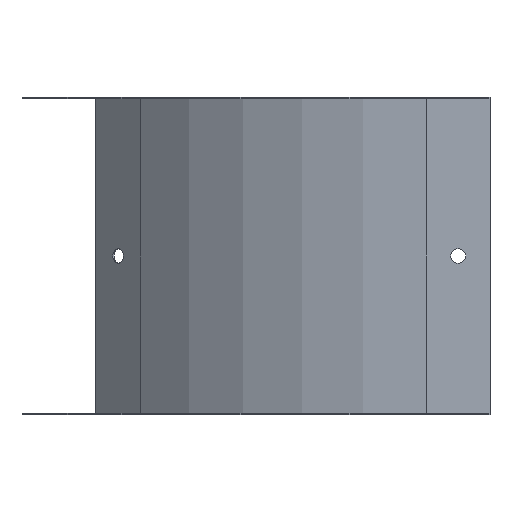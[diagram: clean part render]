
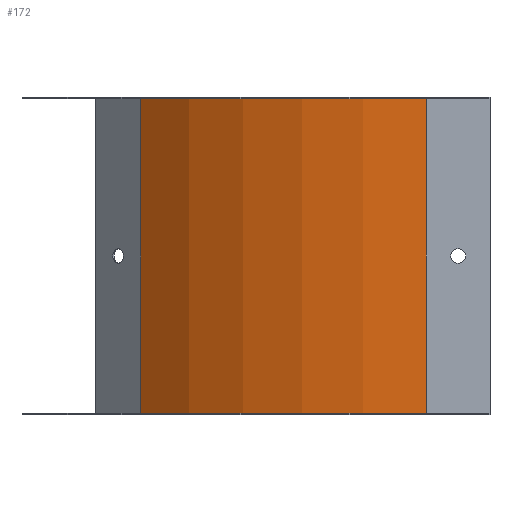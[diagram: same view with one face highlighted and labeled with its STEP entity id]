
A CAD part, left-side view. The second image highlights one B-rep face of the part: STEP entity #172.
In plain terms, the highlighted cylindrical face has radius 190.8 mm (diameter 381.6 mm), a partial arc.
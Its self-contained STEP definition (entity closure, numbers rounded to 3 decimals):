
#7 = EDGE_CURVE ( 'NONE', #1024, #1022, #1085, .T. ) ;
#52 = EDGE_CURVE ( 'NONE', #1066, #1038, #909, .T. ) ;
#56 = EDGE_CURVE ( 'NONE', #1038, #1022, #916, .T. ) ;
#61 = AXIS2_PLACEMENT_3D ( 'NONE', #603, #604, #611 ) ;
#81 = AXIS2_PLACEMENT_3D ( 'NONE', #763, #764, #765 ) ;
#97 = AXIS2_PLACEMENT_3D ( 'NONE', #277, #276, #275 ) ;
#172 = ADVANCED_FACE ( 'NONE', ( #1166 ), #1170, .T. ) ;
#213 = ORIENTED_EDGE ( 'NONE', *, *, #56, .F. ) ;
#219 = ORIENTED_EDGE ( 'NONE', *, *, #7, .T. ) ;
#275 = DIRECTION ( 'NONE',  ( 1., 0., 0. ) ) ;
#276 = DIRECTION ( 'NONE',  ( 0., 0., 1. ) ) ;
#277 = CARTESIAN_POINT ( 'NONE',  ( 240., 30.048, -148.4 ) ) ;
#292 = DIRECTION ( 'NONE',  ( 0., 0., 1. ) ) ;
#320 = CARTESIAN_POINT ( 'NONE',  ( 105.084, 164.964, -148.4 ) ) ;
#326 = CARTESIAN_POINT ( 'NONE',  ( 49.2, 30.048, -149.2 ) ) ;
#447 = CARTESIAN_POINT ( 'NONE',  ( 105.084, 164.964, 0. ) ) ;
#498 = CARTESIAN_POINT ( 'NONE',  ( 49.2, 30.048, -148.4 ) ) ;
#501 = CARTESIAN_POINT ( 'NONE',  ( 49.2, 30.048, 0. ) ) ;
#603 = CARTESIAN_POINT ( 'NONE',  ( 240., 30.048, -149.2 ) ) ;
#604 = DIRECTION ( 'NONE',  ( 0., 0., 1. ) ) ;
#611 = DIRECTION ( 'NONE',  ( 1., 0., 0. ) ) ;
#694 = CARTESIAN_POINT ( 'NONE',  ( 105.084, 164.964, -149.2 ) ) ;
#701 = DIRECTION ( 'NONE',  ( 0., 0., 1. ) ) ;
#763 = CARTESIAN_POINT ( 'NONE',  ( 240., 30.048, 0. ) ) ;
#764 = DIRECTION ( 'NONE',  ( 0., 0., 1. ) ) ;
#765 = DIRECTION ( 'NONE',  ( -1., 0., 0. ) ) ;
#815 = ORIENTED_EDGE ( 'NONE', *, *, #1239, .T. ) ;
#823 = ORIENTED_EDGE ( 'NONE', *, *, #52, .F. ) ;
#909 = LINE ( 'NONE', #694, #914 ) ;
#914 = VECTOR ( 'NONE', #701, 1000. ) ;
#916 = CIRCLE ( 'NONE', #81, 190.8 ) ;
#1001 = EDGE_LOOP ( 'NONE', ( #823, #815, #219, #213 ) ) ;
#1022 = VERTEX_POINT ( 'NONE', #501 ) ;
#1024 = VERTEX_POINT ( 'NONE', #498 ) ;
#1038 = VERTEX_POINT ( 'NONE', #447 ) ;
#1066 = VERTEX_POINT ( 'NONE', #320 ) ;
#1085 = LINE ( 'NONE', #326, #1087 ) ;
#1087 = VECTOR ( 'NONE', #292, 1000. ) ;
#1166 = FACE_OUTER_BOUND ( 'NONE', #1001, .T. ) ;
#1170 = CYLINDRICAL_SURFACE ( 'NONE', #61, 190.8 ) ;
#1197 = CIRCLE ( 'NONE', #97, 190.8 ) ;
#1239 = EDGE_CURVE ( 'NONE', #1066, #1024, #1197, .T. ) ;
